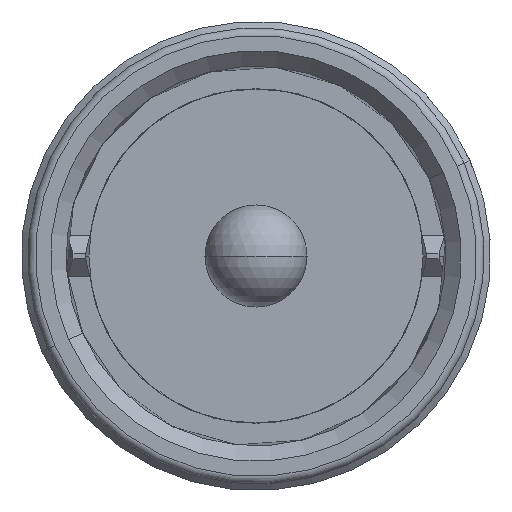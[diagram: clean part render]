
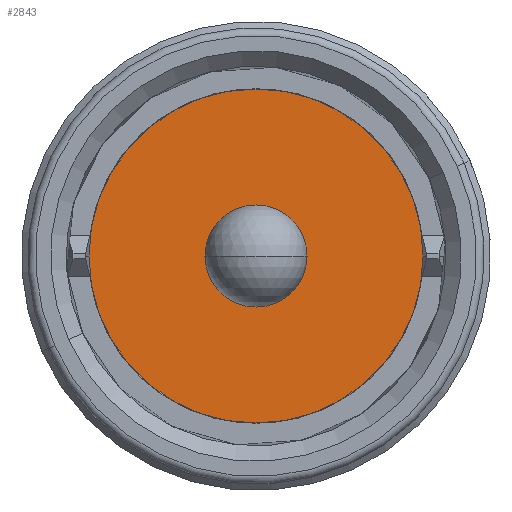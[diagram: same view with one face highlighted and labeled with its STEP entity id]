
A CAD part, left-side view. The second image highlights one B-rep face of the part: STEP entity #2843.
In plain terms, the highlighted planar face has unit normal (-1, 0, 0).
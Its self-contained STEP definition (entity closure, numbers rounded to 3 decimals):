
#15 = DIRECTION ( 'NONE',  ( -1., 0., 0. ) ) ;
#32 = EDGE_LOOP ( 'NONE', ( #1621, #3170 ) ) ;
#217 = CARTESIAN_POINT ( 'NONE',  ( 0.8, 0., 6.48 ) ) ;
#296 = CARTESIAN_POINT ( 'NONE',  ( 0.8, 0., 0. ) ) ;
#437 = AXIS2_PLACEMENT_3D ( 'NONE', #296, #2200, #4118 ) ;
#481 = EDGE_CURVE ( 'NONE', #866, #2473, #1203, .T. ) ;
#514 = EDGE_LOOP ( 'NONE', ( #2935, #1233 ) ) ;
#523 = CARTESIAN_POINT ( 'NONE',  ( 0.8, 1.98, 0. ) ) ;
#538 = CIRCLE ( 'NONE', #3611, 6.48 ) ;
#637 = CARTESIAN_POINT ( 'NONE',  ( 0.8, 0., 0. ) ) ;
#783 = AXIS2_PLACEMENT_3D ( 'NONE', #1919, #15, #2234 ) ;
#866 = VERTEX_POINT ( 'NONE', #2844 ) ;
#902 = EDGE_CURVE ( 'NONE', #2473, #866, #2342, .T. ) ;
#949 = DIRECTION ( 'NONE',  ( 0., 0., 1. ) ) ;
#1031 = DIRECTION ( 'NONE',  ( 0., 0.895, -0.445 ) ) ;
#1066 = VERTEX_POINT ( 'NONE', #217 ) ;
#1144 = FACE_OUTER_BOUND ( 'NONE', #32, .T. ) ;
#1178 = CIRCLE ( 'NONE', #783, 6.48 ) ;
#1203 = CIRCLE ( 'NONE', #2932, 1.98 ) ;
#1233 = ORIENTED_EDGE ( 'NONE', *, *, #902, .F. ) ;
#1487 = AXIS2_PLACEMENT_3D ( 'NONE', #1973, #2921, #1031 ) ;
#1621 = ORIENTED_EDGE ( 'NONE', *, *, #3014, .T. ) ;
#1783 = CARTESIAN_POINT ( 'NONE',  ( 0.8, 0., 0. ) ) ;
#1919 = CARTESIAN_POINT ( 'NONE',  ( 0.8, 0., 0. ) ) ;
#1973 = CARTESIAN_POINT ( 'NONE',  ( 0.8, 0., 0. ) ) ;
#2200 = DIRECTION ( 'NONE',  ( -1., 0., 0. ) ) ;
#2234 = DIRECTION ( 'NONE',  ( 0., 0., 1. ) ) ;
#2342 = CIRCLE ( 'NONE', #437, 1.98 ) ;
#2473 = VERTEX_POINT ( 'NONE', #523 ) ;
#2783 = CARTESIAN_POINT ( 'NONE',  ( 0.8, 0., -6.48 ) ) ;
#2809 = FACE_BOUND ( 'NONE', #514, .T. ) ;
#2840 = DIRECTION ( 'NONE',  ( -1., 0., 0. ) ) ;
#2843 = ADVANCED_FACE ( 'NONE', ( #2809, #1144 ), #3554, .F. ) ;
#2844 = CARTESIAN_POINT ( 'NONE',  ( 0.8, -1.98, 0. ) ) ;
#2921 = DIRECTION ( 'NONE',  ( 1., 0., 0. ) ) ;
#2932 = AXIS2_PLACEMENT_3D ( 'NONE', #1783, #3676, #3357 ) ;
#2935 = ORIENTED_EDGE ( 'NONE', *, *, #481, .F. ) ;
#3014 = EDGE_CURVE ( 'NONE', #1066, #3870, #538, .T. ) ;
#3041 = EDGE_CURVE ( 'NONE', #3870, #1066, #1178, .T. ) ;
#3170 = ORIENTED_EDGE ( 'NONE', *, *, #3041, .T. ) ;
#3357 = DIRECTION ( 'NONE',  ( 0., -0.895, 0.445 ) ) ;
#3554 = PLANE ( 'NONE',  #1487 ) ;
#3611 = AXIS2_PLACEMENT_3D ( 'NONE', #637, #2840, #949 ) ;
#3676 = DIRECTION ( 'NONE',  ( -1., 0., 0. ) ) ;
#3870 = VERTEX_POINT ( 'NONE', #2783 ) ;
#4118 = DIRECTION ( 'NONE',  ( 0., -0.895, 0.445 ) ) ;
